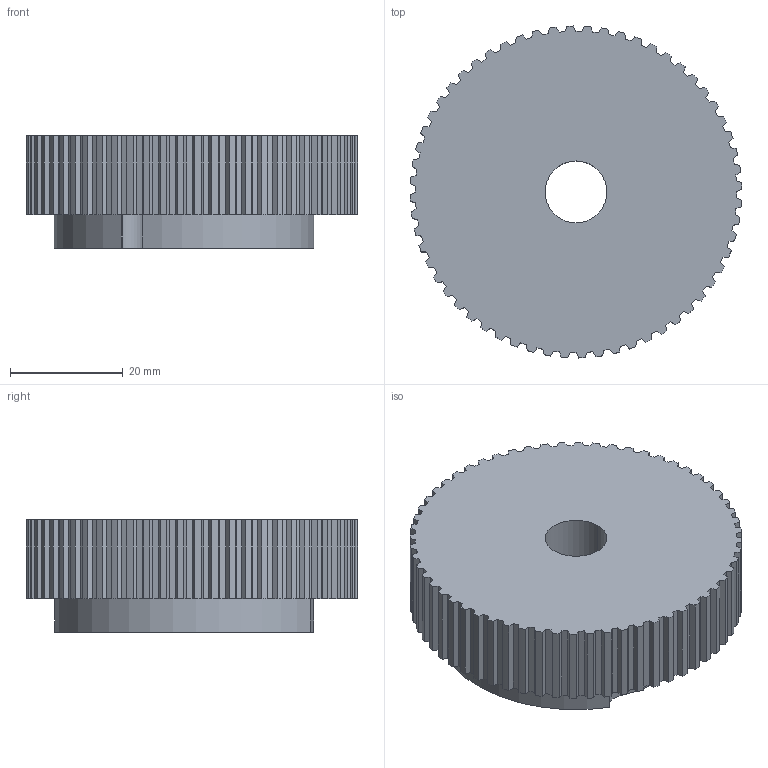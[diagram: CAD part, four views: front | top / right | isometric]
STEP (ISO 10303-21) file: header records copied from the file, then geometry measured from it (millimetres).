
FILE_DESCRIPTION (( 'STEP AP203' ), '1' );
FILE_NAME ('Poulie axe poignet_Défaut_sldprt.STEP', '2017-12-12T20:32:27', ( '' ), ( '' ), 'SwSTEP 2.0', 'SolidWorks 2016', '' );
FILE_SCHEMA (( 'CONFIG_CONTROL_DESIGN' ));
Length unit declared in the file: millimetre
Products named in the file (1): Poulie axe poignet_Défaut_sldprt
Bounding box: 58.99 x 58.99 x 20 mm (x, y, z)
Volume: 45535.2 mm3; surface area: 10279.3 mm2
Topology: 1 solids, 1 shells, 250 faces, 741 edges, 494 vertices
Faces by surface type: plane 184, cylinder 66
Entity records: 8398 total; most frequent: CARTESIAN_POINT 1486, ORIENTED_EDGE 1482, DIRECTION 1375, EDGE_CURVE 741, VECTOR 609, LINE 609, VERTEX_POINT 494, AXIS2_PLACEMENT_3D 383
